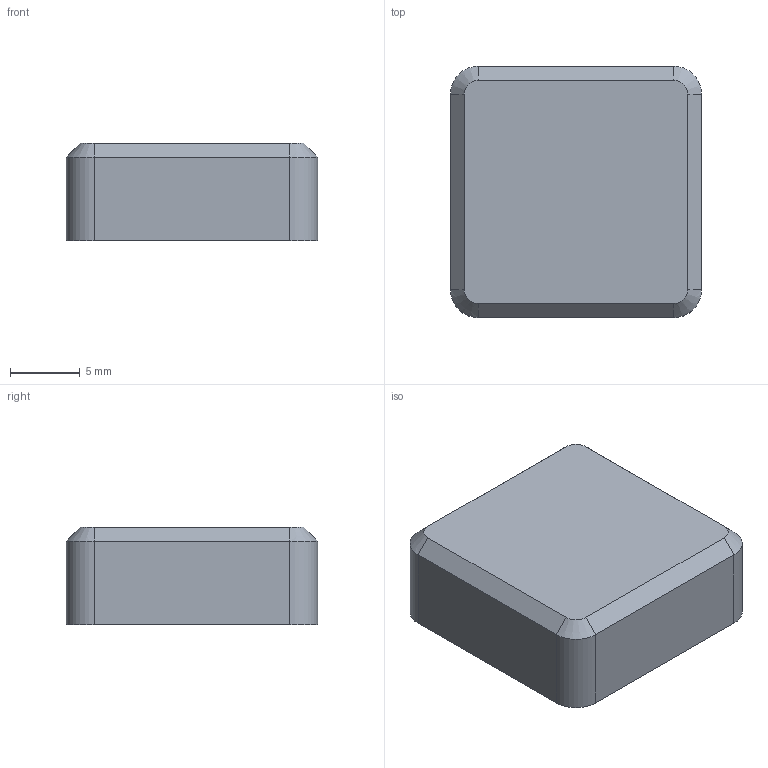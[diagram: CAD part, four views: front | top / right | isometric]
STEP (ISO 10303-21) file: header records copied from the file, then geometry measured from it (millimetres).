
FILE_DESCRIPTION (( 'STEP AP214' ), '1' );
FILE_NAME ('Keycap.STEP', '2021-03-06T15:08:00', ( '' ), ( '' ), 'SwSTEP 2.0', 'SolidWorks 2018', '' );
FILE_SCHEMA (( 'AUTOMOTIVE_DESIGN' ));
Length unit declared in the file: millimetre
Products named in the file (1): Keycap
Bounding box: 18 x 18 x 7 mm (x, y, z)
Volume: 1221.8 mm3; surface area: 1483.9 mm2
Topology: 1 solids, 1 shells, 61 faces, 160 edges, 104 vertices
Faces by surface type: plane 33, cylinder 24, cone 4
Entity records: 1916 total; most frequent: DIRECTION 336, CARTESIAN_POINT 326, ORIENTED_EDGE 320, EDGE_CURVE 160, AXIS2_PLACEMENT_3D 114, LINE 108, VECTOR 108, VERTEX_POINT 104
